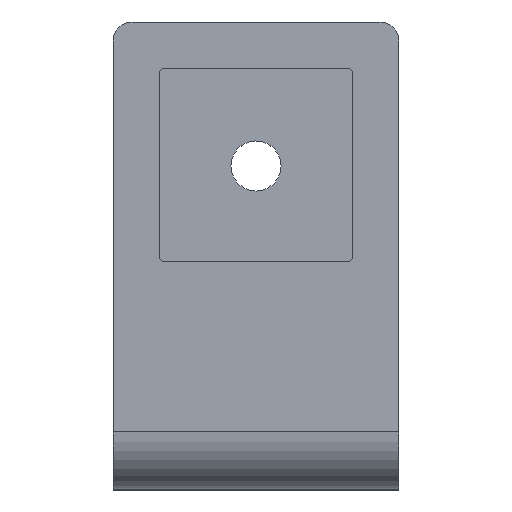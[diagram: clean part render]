
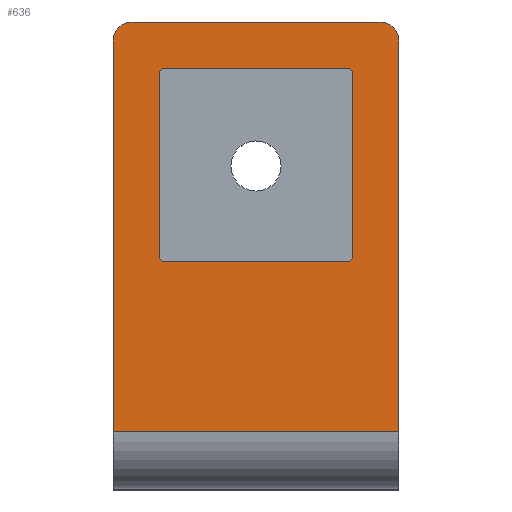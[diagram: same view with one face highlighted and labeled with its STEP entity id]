
A CAD part, top view. The second image highlights one B-rep face of the part: STEP entity #636.
In plain terms, the highlighted planar face has unit normal (0, 0, 1).
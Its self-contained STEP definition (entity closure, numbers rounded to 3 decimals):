
#17=FACE_BOUND('',#110,.T.);
#36=PLANE('',#722);
#70=FACE_OUTER_BOUND('',#109,.T.);
#109=EDGE_LOOP('',(#531,#532,#533,#534,#535,#536));
#110=EDGE_LOOP('',(#537,#538,#539,#540,#541,#542,#543,#544));
#143=LINE('',#983,#202);
#153=LINE('',#1016,#212);
#160=LINE('',#1042,#219);
#163=LINE('',#1050,#222);
#166=LINE('',#1058,#225);
#169=LINE('',#1065,#228);
#170=LINE('',#1067,#229);
#174=LINE('',#1082,#233);
#202=VECTOR('',#784,10.);
#212=VECTOR('',#812,10.);
#219=VECTOR('',#841,10.);
#222=VECTOR('',#850,10.);
#225=VECTOR('',#859,10.);
#228=VECTOR('',#868,10.);
#229=VECTOR('',#871,10.);
#233=VECTOR('',#889,10.);
#250=CIRCLE('',#682,4.);
#257=CIRCLE('',#692,4.);
#263=CIRCLE('',#703,1.);
#264=CIRCLE('',#706,1.);
#265=CIRCLE('',#709,1.);
#266=CIRCLE('',#712,1.);
#288=VERTEX_POINT('',#970);
#289=VERTEX_POINT('',#971);
#293=VERTEX_POINT('',#981);
#305=VERTEX_POINT('',#1009);
#306=VERTEX_POINT('',#1010);
#307=VERTEX_POINT('',#1015);
#313=VERTEX_POINT('',#1035);
#314=VERTEX_POINT('',#1036);
#315=VERTEX_POINT('',#1041);
#316=VERTEX_POINT('',#1045);
#317=VERTEX_POINT('',#1049);
#318=VERTEX_POINT('',#1053);
#319=VERTEX_POINT('',#1057);
#320=VERTEX_POINT('',#1061);
#346=EDGE_CURVE('',#288,#289,#250,.T.);
#352=EDGE_CURVE('',#293,#288,#143,.T.);
#365=EDGE_CURVE('',#305,#306,#257,.T.);
#368=EDGE_CURVE('',#306,#307,#153,.T.);
#378=EDGE_CURVE('',#313,#314,#263,.T.);
#381=EDGE_CURVE('',#315,#313,#160,.T.);
#383=EDGE_CURVE('',#316,#315,#264,.T.);
#385=EDGE_CURVE('',#317,#316,#163,.T.);
#387=EDGE_CURVE('',#318,#317,#265,.T.);
#389=EDGE_CURVE('',#319,#318,#166,.T.);
#391=EDGE_CURVE('',#320,#319,#266,.T.);
#393=EDGE_CURVE('',#314,#320,#169,.T.);
#394=EDGE_CURVE('',#293,#307,#170,.T.);
#402=EDGE_CURVE('',#289,#305,#174,.T.);
#531=ORIENTED_EDGE('',*,*,#346,.F.);
#532=ORIENTED_EDGE('',*,*,#352,.F.);
#533=ORIENTED_EDGE('',*,*,#394,.T.);
#534=ORIENTED_EDGE('',*,*,#368,.F.);
#535=ORIENTED_EDGE('',*,*,#365,.F.);
#536=ORIENTED_EDGE('',*,*,#402,.F.);
#537=ORIENTED_EDGE('',*,*,#378,.T.);
#538=ORIENTED_EDGE('',*,*,#393,.T.);
#539=ORIENTED_EDGE('',*,*,#391,.T.);
#540=ORIENTED_EDGE('',*,*,#389,.T.);
#541=ORIENTED_EDGE('',*,*,#387,.T.);
#542=ORIENTED_EDGE('',*,*,#385,.T.);
#543=ORIENTED_EDGE('',*,*,#383,.T.);
#544=ORIENTED_EDGE('',*,*,#381,.T.);
#636=ADVANCED_FACE('',(#70,#17),#36,.F.);
#682=AXIS2_PLACEMENT_3D('',#972,#774,#775);
#692=AXIS2_PLACEMENT_3D('',#1011,#806,#807);
#703=AXIS2_PLACEMENT_3D('',#1037,#835,#836);
#706=AXIS2_PLACEMENT_3D('',#1046,#845,#846);
#709=AXIS2_PLACEMENT_3D('',#1054,#854,#855);
#712=AXIS2_PLACEMENT_3D('',#1062,#863,#864);
#722=AXIS2_PLACEMENT_3D('',#1083,#890,#891);
#774=DIRECTION('center_axis',(0.,0.,
-1.));
#775=DIRECTION('ref_axis',(-0.707,0.707,0.));
#784=DIRECTION('',(0.,1.,0.));
#806=DIRECTION('center_axis',(0.,0.,
-1.));
#807=DIRECTION('ref_axis',(0.707,0.707,0.));
#812=DIRECTION('',(0.,-1.,0.));
#835=DIRECTION('center_axis',(0.,0.,
-1.));
#836=DIRECTION('ref_axis',(-1.,0.,0.));
#841=DIRECTION('',(1.,0.,0.));
#845=DIRECTION('center_axis',(0.,0.,
-1.));
#846=DIRECTION('ref_axis',(0.,-1.,0.));
#850=DIRECTION('',(0.,1.,0.));
#854=DIRECTION('center_axis',(0.,0.,
-1.));
#855=DIRECTION('ref_axis',(1.,0.,0.));
#859=DIRECTION('',(-1.,0.,0.));
#863=DIRECTION('center_axis',(0.,0.,
-1.));
#864=DIRECTION('ref_axis',(0.,1.,0.));
#868=DIRECTION('',(0.,-1.,0.));
#871=DIRECTION('',(1.,0.,0.));
#889=DIRECTION('',(1.,0.,0.));
#890=DIRECTION('center_axis',(0.,0.,
-1.));
#891=DIRECTION('ref_axis',(0.,1.,0.));
#970=CARTESIAN_POINT('',(-60.,94.,0.));
#971=CARTESIAN_POINT('',(-56.,98.,0.));
#972=CARTESIAN_POINT('Origin',(-56.,94.,0.));
#981=CARTESIAN_POINT('',(-60.,12.,0.));
#983=CARTESIAN_POINT('',(-60.,12.,0.));
#1009=CARTESIAN_POINT('',(-4.,98.,0.));
#1010=CARTESIAN_POINT('',(0.,94.,0.));
#1011=CARTESIAN_POINT('Origin',(-4.,94.,0.));
#1015=CARTESIAN_POINT('',(0.,12.,0.));
#1016=CARTESIAN_POINT('',(0.,-1.572,0.));
#1035=CARTESIAN_POINT('',(-10.75,88.25,0.));
#1036=CARTESIAN_POINT('',(-9.75,87.25,0.));
#1037=CARTESIAN_POINT('Origin',(-10.75,87.25,0.));
#1041=CARTESIAN_POINT('',(-49.25,88.25,0.));
#1042=CARTESIAN_POINT('',(-39.625,88.25,0.));
#1045=CARTESIAN_POINT('',(-50.25,87.25,0.));
#1046=CARTESIAN_POINT('Origin',(-49.25,87.25,0.));
#1049=CARTESIAN_POINT('',(-50.25,48.75,0.));
#1050=CARTESIAN_POINT('',(-50.25,48.482,0.));
#1053=CARTESIAN_POINT('',(-49.25,47.75,0.));
#1054=CARTESIAN_POINT('Origin',(-49.25,48.75,0.));
#1057=CARTESIAN_POINT('',(-10.75,47.75,0.));
#1058=CARTESIAN_POINT('',(-20.375,47.75,0.));
#1061=CARTESIAN_POINT('',(-9.75,48.75,0.));
#1062=CARTESIAN_POINT('Origin',(-10.75,48.75,0.));
#1065=CARTESIAN_POINT('',(-9.75,67.732,0.));
#1067=CARTESIAN_POINT('',(-30.,12.,0.));
#1082=CARTESIAN_POINT('',(-60.,98.,0.));
#1083=CARTESIAN_POINT('Origin',(-30.,48.214,0.));
